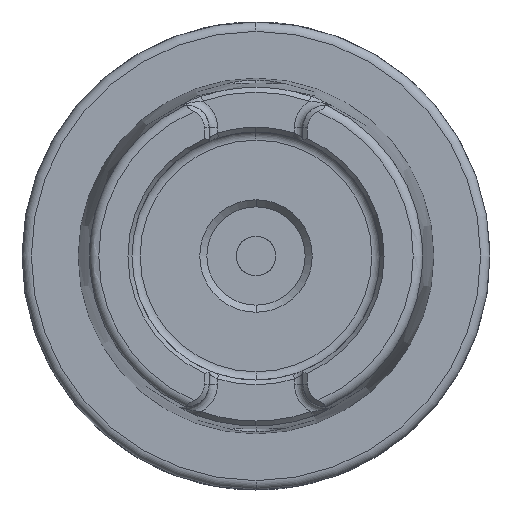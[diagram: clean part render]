
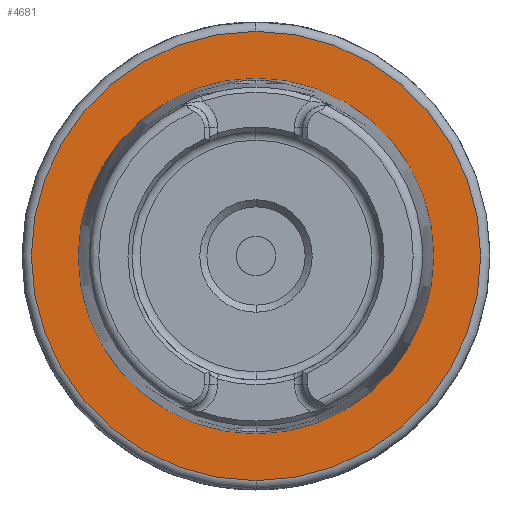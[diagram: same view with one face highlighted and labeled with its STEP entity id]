
A CAD part, left-side view. The second image highlights one B-rep face of the part: STEP entity #4681.
In plain terms, the highlighted planar face has unit normal (-1, 0, 0).
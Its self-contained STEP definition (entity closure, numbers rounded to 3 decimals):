
#378 = DIRECTION ( 'NONE',  ( 0., 0., -1. ) ) ;
#379 = DIRECTION ( 'NONE',  ( 1., 0., 0. ) ) ;
#509 = CARTESIAN_POINT ( 'NONE',  ( 0., 0., 0. ) ) ;
#510 = AXIS2_PLACEMENT_3D ( 'NONE', #509, #379, #378 ) ;
#511 = CIRCLE ( 'NONE', #510, 38.007 ) ;
#908 = CARTESIAN_POINT ( 'NONE',  ( 0., 0., -38.007 ) ) ;
#1023 = CARTESIAN_POINT ( 'NONE',  ( 0., 0., 38.007 ) ) ;
#2984 = CARTESIAN_POINT ( 'NONE',  ( 0., 0., 48. ) ) ;
#2985 = CARTESIAN_POINT ( 'NONE',  ( 0., 0., -48. ) ) ;
#2986 = DIRECTION ( 'NONE',  ( 0., 0., -1. ) ) ;
#2987 = DIRECTION ( 'NONE',  ( 1., 0., 0. ) ) ;
#2988 = CARTESIAN_POINT ( 'NONE',  ( 0., 0., 0. ) ) ;
#2989 = AXIS2_PLACEMENT_3D ( 'NONE', #2988, #2987, #2986 ) ;
#2994 = CIRCLE ( 'NONE', #2989, 48. ) ;
#3160 = DIRECTION ( 'NONE',  ( 0., 0., -1. ) ) ;
#3161 = DIRECTION ( 'NONE',  ( 1., 0., 0. ) ) ;
#3162 = CARTESIAN_POINT ( 'NONE',  ( 0., 0., 0. ) ) ;
#3163 = AXIS2_PLACEMENT_3D ( 'NONE', #3162, #3161, #3160 ) ;
#3164 = CIRCLE ( 'NONE', #3163, 38.007 ) ;
#4673 = ORIENTED_EDGE ( 'NONE', *, *, #9478, .T. ) ;
#4674 = ORIENTED_EDGE ( 'NONE', *, *, #10524, .T. ) ;
#4679 = ORIENTED_EDGE ( 'NONE', *, *, #10410, .F. ) ;
#4680 = ORIENTED_EDGE ( 'NONE', *, *, #4697, .F. ) ;
#4681 = ADVANCED_FACE ( 'NONE', ( #4791, #4785 ), #4722, .T. ) ;
#4693 = EDGE_LOOP ( 'NONE', ( #4673, #4674 ) ) ;
#4697 = EDGE_CURVE ( 'NONE', #10412, #10411, #4965, .T. ) ;
#4700 = EDGE_LOOP ( 'NONE', ( #4679, #4680 ) ) ;
#4722 = PLANE ( 'NONE',  #4732 ) ;
#4728 = DIRECTION ( 'NONE',  ( -1., 0., 0. ) ) ;
#4730 = CARTESIAN_POINT ( 'NONE',  ( 0., 38.007, 0. ) ) ;
#4732 = AXIS2_PLACEMENT_3D ( 'NONE', #4730, #4728, #4733 ) ;
#4733 = DIRECTION ( 'NONE',  ( 0., 0., 1. ) ) ;
#4785 = FACE_OUTER_BOUND ( 'NONE', #4700, .T. ) ;
#4791 = FACE_BOUND ( 'NONE', #4693, .T. ) ;
#4868 = DIRECTION ( 'NONE',  ( 0., 0., -1. ) ) ;
#4869 = DIRECTION ( 'NONE',  ( 1., 0., 0. ) ) ;
#4870 = CARTESIAN_POINT ( 'NONE',  ( 0., 0., 0. ) ) ;
#4871 = AXIS2_PLACEMENT_3D ( 'NONE', #4870, #4869, #4868 ) ;
#4965 = CIRCLE ( 'NONE', #4871, 48. ) ;
#9478 = EDGE_CURVE ( 'NONE', #9569, #9605, #511, .T. ) ;
#9569 = VERTEX_POINT ( 'NONE', #908 ) ;
#9605 = VERTEX_POINT ( 'NONE', #1023 ) ;
#10410 = EDGE_CURVE ( 'NONE', #10411, #10412, #2994, .T. ) ;
#10411 = VERTEX_POINT ( 'NONE', #2985 ) ;
#10412 = VERTEX_POINT ( 'NONE', #2984 ) ;
#10524 = EDGE_CURVE ( 'NONE', #9605, #9569, #3164, .T. ) ;
